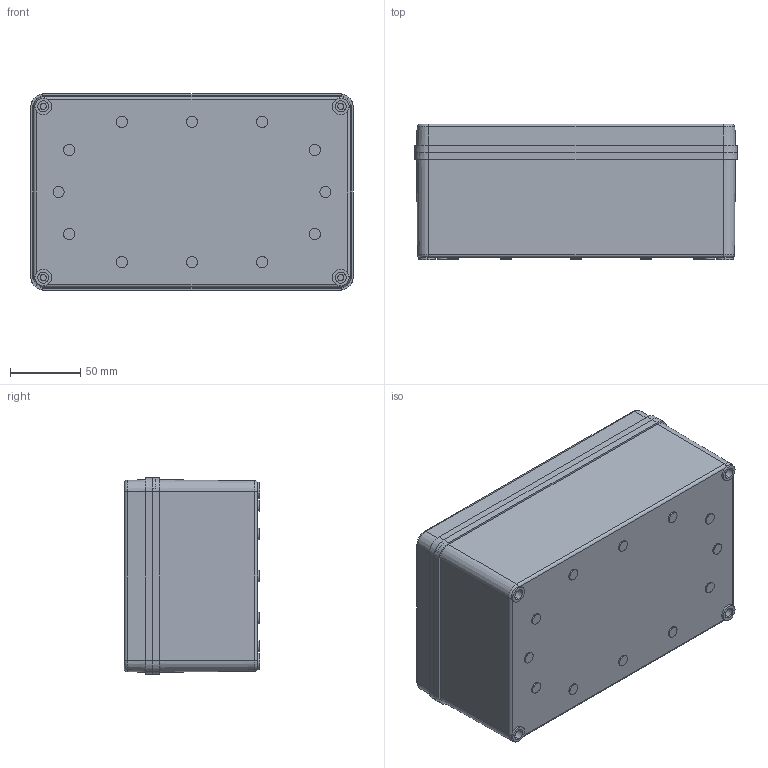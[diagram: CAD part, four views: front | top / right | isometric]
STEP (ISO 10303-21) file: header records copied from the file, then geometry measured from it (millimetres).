
FILE_DESCRIPTION (( 'STEP AP214' ), '1' );
FILE_NAME ('8784318_FIBOX_Piccolo_ABS_M95G.STEP', '2023-02-16T08:27:10', ( 'fiboxadmin' ), ( '' ), 'SwSTEP 2.0', 'SolidWorks 2021', '' );
FILE_SCHEMA (( 'AUTOMOTIVE_DESIGN' ));
Length unit declared in the file: millimetre
Products named in the file (4): Fibox_Piccolo_M20C; 8784318_FIBOX_Piccolo_ABS_M95G; Fibox_Piccolo_M75B; S-40_Piccolo_Cover_Screw_long
Assembly tree (6 placements, depth 2):
  8784318_FIBOX_Piccolo_ABS_M95G
    Fibox_Piccolo_M75B
    Fibox_Piccolo_M20C
    S-40_Piccolo_Cover_Screw_long  x4
Bounding box: 230 x 96.5 x 140 mm (x, y, z)
Volume: 414283.6 mm3; surface area: 277698.5 mm2
Topology: 6 solids, 6 shells, 661 faces, 1647 edges, 1082 vertices
Faces by surface type: plane 343, cylinder 246, cone 40, torus 32
Entity records: 15303 total; most frequent: DIRECTION 2727, CARTESIAN_POINT 2641, ORIENTED_EDGE 2502, EDGE_CURVE 1251, AXIS2_PLACEMENT_3D 974, VERTEX_POINT 824, VECTOR 779, LINE 779
